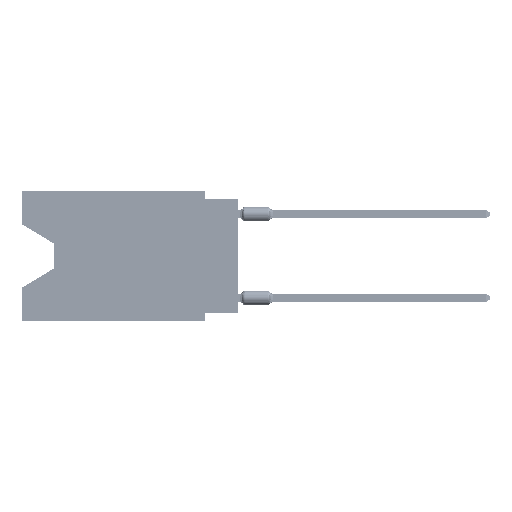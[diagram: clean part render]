
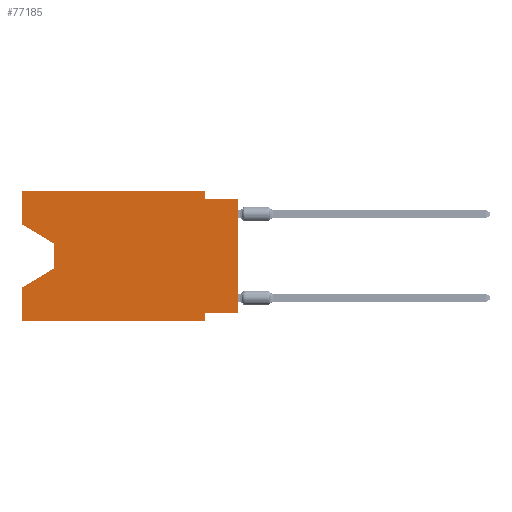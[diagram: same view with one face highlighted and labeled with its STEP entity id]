
A CAD part, left-side view. The second image highlights one B-rep face of the part: STEP entity #77185.
In plain terms, the highlighted planar face has unit normal (-1, 0, 0).
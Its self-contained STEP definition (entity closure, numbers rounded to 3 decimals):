
#368 = VECTOR ( 'NONE', #16112, 1000. ) ;
#1715 = CARTESIAN_POINT ( 'NONE',  ( 0., 13.97, -5.893 ) ) ;
#2680 = LINE ( 'NONE', #68692, #84658 ) ;
#4166 = ORIENTED_EDGE ( 'NONE', *, *, #81961, .F. ) ;
#5555 = EDGE_CURVE ( 'NONE', #66781, #35636, #2680, .T. ) ;
#6232 = EDGE_CURVE ( 'NONE', #49947, #60677, #45257, .T. ) ;
#6283 = CARTESIAN_POINT ( 'NONE',  ( 0., 2.54, -9.906 ) ) ;
#7371 = EDGE_CURVE ( 'NONE', #17704, #35636, #58285, .T. ) ;
#10656 = CARTESIAN_POINT ( 'NONE',  ( 0., 2.54, -9.271 ) ) ;
#11024 = AXIS2_PLACEMENT_3D ( 'NONE', #40490, #21342, #53525 ) ;
#11091 = ORIENTED_EDGE ( 'NONE', *, *, #67782, .T. ) ;
#11649 = ORIENTED_EDGE ( 'NONE', *, *, #13856, .F. ) ;
#13856 = EDGE_CURVE ( 'NONE', #60277, #83533, #64861, .T. ) ;
#13974 = PLANE ( 'NONE',  #11024 ) ;
#14148 = VECTOR ( 'NONE', #25337, 1000. ) ;
#14194 = LINE ( 'NONE', #28094, #58598 ) ;
#16112 = DIRECTION ( 'NONE',  ( 0., 0., 1. ) ) ;
#16617 = CARTESIAN_POINT ( 'NONE',  ( 0., 0., 0. ) ) ;
#17704 = VERTEX_POINT ( 'NONE', #59288 ) ;
#19073 = CARTESIAN_POINT ( 'NONE',  ( 0., 16.383, 0. ) ) ;
#20014 = DIRECTION ( 'NONE',  ( 0., -1., 0. ) ) ;
#21115 = LINE ( 'NONE', #28078, #30803 ) ;
#21342 = DIRECTION ( 'NONE',  ( 1., 0., 0. ) ) ;
#23286 = CARTESIAN_POINT ( 'NONE',  ( 0., 16.383, -2.546 ) ) ;
#25337 = DIRECTION ( 'NONE',  ( 0., -1., 0. ) ) ;
#26505 = DIRECTION ( 'NONE',  ( 0., 0., -1. ) ) ;
#26652 = EDGE_CURVE ( 'NONE', #67936, #49947, #62643, .T. ) ;
#27043 = VECTOR ( 'NONE', #28172, 1000. ) ;
#27154 = ORIENTED_EDGE ( 'NONE', *, *, #82634, .F. ) ;
#28078 = CARTESIAN_POINT ( 'NONE',  ( 0., 0., -9.271 ) ) ;
#28094 = CARTESIAN_POINT ( 'NONE',  ( 0., 13.97, -5.893 ) ) ;
#28172 = DIRECTION ( 'NONE',  ( 0., 0., 1. ) ) ;
#28806 = DIRECTION ( 'NONE',  ( 0., 0., 1. ) ) ;
#29896 = LINE ( 'NONE', #55950, #27043 ) ;
#30803 = VECTOR ( 'NONE', #33759, 1000. ) ;
#31497 = VECTOR ( 'NONE', #28806, 1000. ) ;
#31770 = ORIENTED_EDGE ( 'NONE', *, *, #82371, .F. ) ;
#32188 = VECTOR ( 'NONE', #38332, 1000. ) ;
#32294 = VECTOR ( 'NONE', #26505, 1000. ) ;
#32605 = LINE ( 'NONE', #46485, #32294 ) ;
#32772 = LINE ( 'NONE', #16617, #31497 ) ;
#32977 = VECTOR ( 'NONE', #20014, 1000. ) ;
#33759 = DIRECTION ( 'NONE',  ( 0., 1., 0. ) ) ;
#34226 = ORIENTED_EDGE ( 'NONE', *, *, #70146, .F. ) ;
#35636 = VERTEX_POINT ( 'NONE', #6283 ) ;
#35708 = DIRECTION ( 'NONE',  ( 0., 0., -1. ) ) ;
#35829 = ORIENTED_EDGE ( 'NONE', *, *, #47409, .F. ) ;
#38332 = DIRECTION ( 'NONE',  ( 0., -1., 0. ) ) ;
#38754 = CARTESIAN_POINT ( 'NONE',  ( 0., 16.383, 0. ) ) ;
#39194 = CARTESIAN_POINT ( 'NONE',  ( 0., 16.383, -9.906 ) ) ;
#39245 = ORIENTED_EDGE ( 'NONE', *, *, #7371, .T. ) ;
#39885 = DIRECTION ( 'NONE',  ( 0., 0.855, -0.519 ) ) ;
#40490 = CARTESIAN_POINT ( 'NONE',  ( 0., 16.383, 0. ) ) ;
#42193 = CARTESIAN_POINT ( 'NONE',  ( 0., 2.54, 0. ) ) ;
#45257 = LINE ( 'NONE', #65225, #69444 ) ;
#45684 = LINE ( 'NONE', #38754, #32977 ) ;
#46485 = CARTESIAN_POINT ( 'NONE',  ( 0., 2.54, 0. ) ) ;
#47409 = EDGE_CURVE ( 'NONE', #69942, #65875, #45684, .T. ) ;
#48128 = VERTEX_POINT ( 'NONE', #50163 ) ;
#49159 = LINE ( 'NONE', #75617, #368 ) ;
#49947 = VERTEX_POINT ( 'NONE', #82133 ) ;
#50163 = CARTESIAN_POINT ( 'NONE',  ( 0., 0., -9.271 ) ) ;
#53525 = DIRECTION ( 'NONE',  ( 0., 0., -1. ) ) ;
#53951 = FACE_OUTER_BOUND ( 'NONE', #82245, .T. ) ;
#55950 = CARTESIAN_POINT ( 'NONE',  ( 0., 16.383, 0. ) ) ;
#56140 = CARTESIAN_POINT ( 'NONE',  ( 0., 16.383, -2.546 ) ) ;
#56200 = VECTOR ( 'NONE', #77276, 1000. ) ;
#58285 = LINE ( 'NONE', #39194, #32188 ) ;
#58598 = VECTOR ( 'NONE', #39885, 1000. ) ;
#59288 = CARTESIAN_POINT ( 'NONE',  ( 0., 16.383, -9.906 ) ) ;
#59650 = ORIENTED_EDGE ( 'NONE', *, *, #26652, .T. ) ;
#60277 = VERTEX_POINT ( 'NONE', #74759 ) ;
#60570 = CARTESIAN_POINT ( 'NONE',  ( 0., 0., -0.635 ) ) ;
#60677 = VERTEX_POINT ( 'NONE', #1715 ) ;
#62643 = LINE ( 'NONE', #56140, #56200 ) ;
#64665 = ORIENTED_EDGE ( 'NONE', *, *, #6232, .T. ) ;
#64861 = LINE ( 'NONE', #79196, #14148 ) ;
#65225 = CARTESIAN_POINT ( 'NONE',  ( 0., 13.97, -4.013 ) ) ;
#65875 = VERTEX_POINT ( 'NONE', #42193 ) ;
#66781 = VERTEX_POINT ( 'NONE', #10656 ) ;
#67782 = EDGE_CURVE ( 'NONE', #60677, #79194, #14194, .T. ) ;
#67936 = VERTEX_POINT ( 'NONE', #23286 ) ;
#68692 = CARTESIAN_POINT ( 'NONE',  ( 0., 2.54, -9.906 ) ) ;
#69444 = VECTOR ( 'NONE', #85659, 1000. ) ;
#69942 = VERTEX_POINT ( 'NONE', #19073 ) ;
#70146 = EDGE_CURVE ( 'NONE', #17704, #79194, #29896, .T. ) ;
#71008 = CARTESIAN_POINT ( 'NONE',  ( 0., 16.383, -7.36 ) ) ;
#71173 = ORIENTED_EDGE ( 'NONE', *, *, #74388, .T. ) ;
#74388 = EDGE_CURVE ( 'NONE', #48128, #83533, #32772, .T. ) ;
#74759 = CARTESIAN_POINT ( 'NONE',  ( 0., 2.54, -0.635 ) ) ;
#75617 = CARTESIAN_POINT ( 'NONE',  ( 0., 16.383, 0. ) ) ;
#77185 = ADVANCED_FACE ( 'NONE', ( #53951 ), #13974, .F. ) ;
#77276 = DIRECTION ( 'NONE',  ( 0., -0.855, -0.519 ) ) ;
#79194 = VERTEX_POINT ( 'NONE', #71008 ) ;
#79196 = CARTESIAN_POINT ( 'NONE',  ( 0., 0., -0.635 ) ) ;
#80157 = ORIENTED_EDGE ( 'NONE', *, *, #5555, .F. ) ;
#81961 = EDGE_CURVE ( 'NONE', #48128, #66781, #21115, .T. ) ;
#82133 = CARTESIAN_POINT ( 'NONE',  ( 0., 13.97, -4.013 ) ) ;
#82245 = EDGE_LOOP ( 'NONE', ( #59650, #64665, #11091, #34226, #39245, #80157, #4166, #71173, #11649, #27154, #35829, #31770 ) ) ;
#82371 = EDGE_CURVE ( 'NONE', #67936, #69942, #49159, .T. ) ;
#82634 = EDGE_CURVE ( 'NONE', #65875, #60277, #32605, .T. ) ;
#83533 = VERTEX_POINT ( 'NONE', #60570 ) ;
#84658 = VECTOR ( 'NONE', #35708, 1000. ) ;
#85659 = DIRECTION ( 'NONE',  ( 0., 0., -1. ) ) ;
